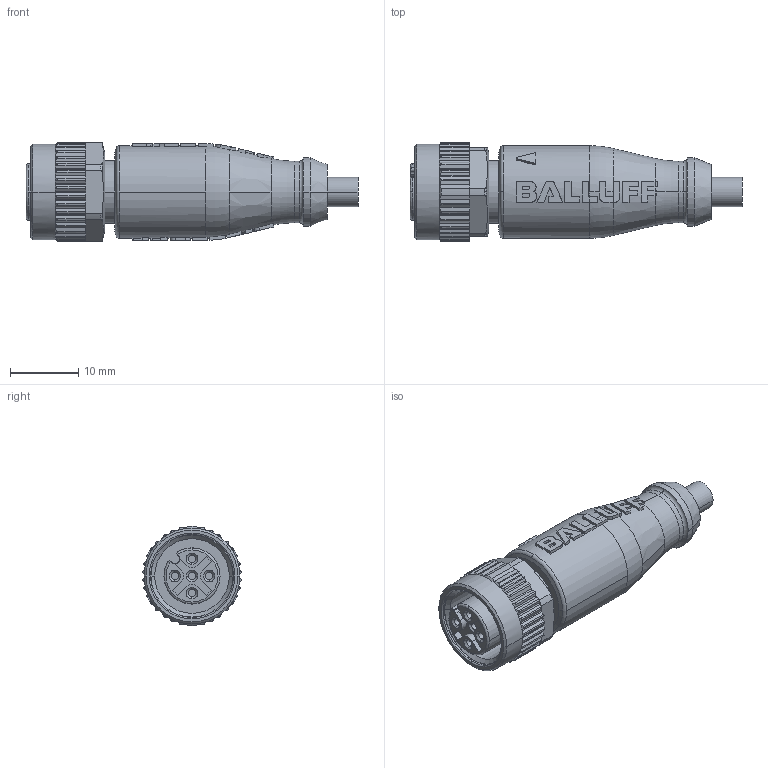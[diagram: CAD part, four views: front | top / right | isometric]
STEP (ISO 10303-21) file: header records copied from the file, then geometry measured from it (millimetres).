
FILE_DESCRIPTION( ( '' ), '1' );
FILE_NAME( '44203.stp', '2010-05-12T07:20:33', ( '' ), ( '' ), ' ', ' ', ' ' );
FILE_SCHEMA( ( 'CONFIG_CONTROL_DESIGN' ) );
Length unit declared in the file: millimetre
Products named in the file (1): 1
Bounding box: 48.5 x 14.4 x 14.5 mm (x, y, z)
Volume: 5046.3 mm3; surface area: 2804.1 mm2
Topology: 1 solids, 1 shells, 529 faces, 1412 edges, 908 vertices
Faces by surface type: plane 294, cylinder 158, cone 53, torus 24
Entity records: 17172 total; most frequent: CARTESIAN_POINT 4046, ORIENTED_EDGE 2824, DIRECTION 2727, EDGE_CURVE 1412, AXIS2_PLACEMENT_3D 996, VERTEX_POINT 908, LINE 735, VECTOR 735
